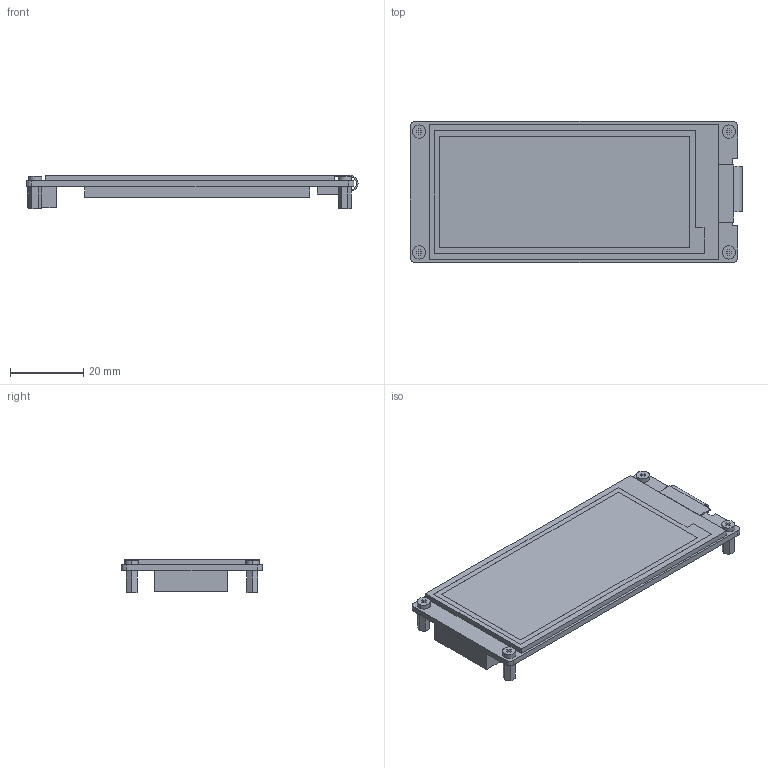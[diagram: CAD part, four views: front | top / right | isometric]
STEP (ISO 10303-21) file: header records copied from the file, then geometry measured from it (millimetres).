
FILE_DESCRIPTION (( 'STEP AP214' ), '1' );
FILE_NAME ('2.9inch e-Paper Module bw v2.STEP', '2023-01-16T22:16:27', ( '' ), ( '' ), 'SwSTEP 2.0', 'SolidWorks 2023', '' );
FILE_SCHEMA (( 'AUTOMOTIVE_DESIGN' ));
Length unit declared in the file: millimetre
Products named in the file (1): 2.9inch e-Paper Module bw v2
Bounding box: 90.6 x 38.5 x 9.1 mm (x, y, z)
Volume: 14643.8 mm3; surface area: 18097.1 mm2
Topology: 14 solids, 14 shells, 186 faces, 436 edges, 288 vertices
Faces by surface type: plane 156, cylinder 30
Entity records: 5412 total; most frequent: CARTESIAN_POINT 911, ORIENTED_EDGE 872, DIRECTION 870, EDGE_CURVE 436, LINE 376, VECTOR 376, VERTEX_POINT 288, AXIS2_PLACEMENT_3D 247
